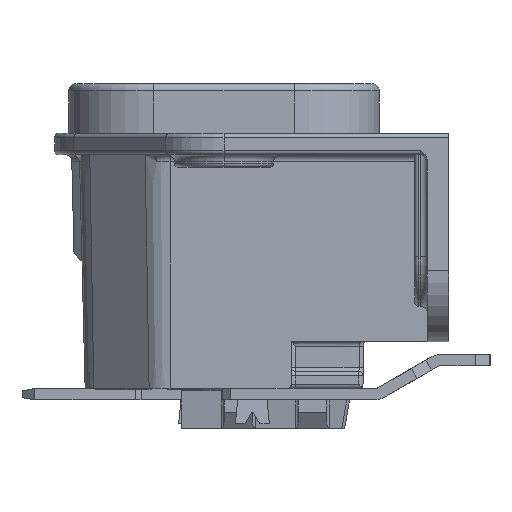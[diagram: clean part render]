
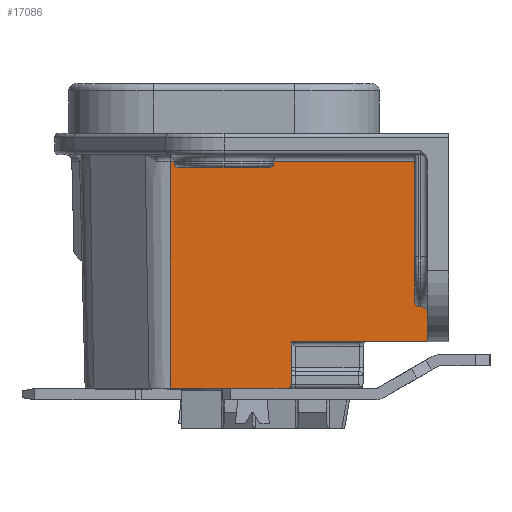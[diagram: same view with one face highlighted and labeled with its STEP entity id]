
A CAD part, left-side view. The second image highlights one B-rep face of the part: STEP entity #17086.
In plain terms, the highlighted planar face has unit normal (-1, 0, -0.024).
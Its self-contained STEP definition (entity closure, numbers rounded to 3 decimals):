
#6032 = CARTESIAN_POINT ( 'NONE',  ( -14.213, 3.8, -1.988 ) ) ;
#6061 = CARTESIAN_POINT ( 'NONE',  ( -13.902, -4.75, -14.7 ) ) ;
#6062 = DIRECTION ( 'NONE',  ( 0., -1., 0. ) ) ;
#6063 = VECTOR ( 'NONE', #6062, 1000. ) ;
#6064 = CARTESIAN_POINT ( 'NONE',  ( -13.902, -14.35, -14.7 ) ) ;
#6065 = LINE ( 'NONE', #6064, #6063 ) ;
#6097 = CARTESIAN_POINT ( 'NONE',  ( -13.902, -14.35, -14.7 ) ) ;
#6098 = DIRECTION ( 'NONE',  ( -0.024, 0., 1. ) ) ;
#6099 = VECTOR ( 'NONE', #6098, 1000. ) ;
#6100 = CARTESIAN_POINT ( 'NONE',  ( -14.233, -14.35, -1.163 ) ) ;
#6101 = LINE ( 'NONE', #6100, #6099 ) ;
#6107 = CARTESIAN_POINT ( 'NONE',  ( -14.213, -14.35, -2. ) ) ;
#6180 = CARTESIAN_POINT ( 'NONE',  ( -13.829, -4.75, -17.7 ) ) ;
#6181 = DIRECTION ( 'NONE',  ( 0.024, 0., -1. ) ) ;
#6182 = VECTOR ( 'NONE', #6181, 1000. ) ;
#6183 = CARTESIAN_POINT ( 'NONE',  ( -13.822, -4.75, -18. ) ) ;
#6184 = LINE ( 'NONE', #6183, #6182 ) ;
#6197 = CARTESIAN_POINT ( 'NONE',  ( -14.213, -14.35, -1.988 ) ) ;
#6198 = DIRECTION ( 'NONE',  ( 0., 1., 0. ) ) ;
#6199 = VECTOR ( 'NONE', #6198, 1000. ) ;
#6200 = CARTESIAN_POINT ( 'NONE',  ( -14.213, 3.8, -1.988 ) ) ;
#6201 = LINE ( 'NONE', #6200, #6199 ) ;
#6212 = CARTESIAN_POINT ( 'NONE',  ( -14.213, -14.35, -1.988 ) ) ;
#6213 = CARTESIAN_POINT ( 'NONE',  ( -14.213, -14.35, -1.992 ) ) ;
#6214 = CARTESIAN_POINT ( 'NONE',  ( -14.213, -14.35, -1.996 ) ) ;
#6215 = CARTESIAN_POINT ( 'NONE',  ( -14.213, -14.35, -2. ) ) ;
#6216 =( BOUNDED_CURVE ( )  B_SPLINE_CURVE ( 3, ( #6215, #6214, #6213, #6212 ),
 .UNSPECIFIED., .F., .T. ) 
 B_SPLINE_CURVE_WITH_KNOTS ( ( 4, 4 ),
 ( 1.571, 1.595 ),
 .UNSPECIFIED. ) 
 CURVE ( )  GEOMETRIC_REPRESENTATION_ITEM ( )  RATIONAL_B_SPLINE_CURVE ( ( 1., 1., 1., 1. ) ) 
 REPRESENTATION_ITEM ( '' )  );
#7632 = CARTESIAN_POINT ( 'NONE',  ( -13.822, 3.8, -18. ) ) ;
#7683 = DIRECTION ( 'NONE',  ( 0., 1., 0. ) ) ;
#7684 = VECTOR ( 'NONE', #7683, 1000. ) ;
#7685 = CARTESIAN_POINT ( 'NONE',  ( -13.822, 3.8, -18. ) ) ;
#7686 = LINE ( 'NONE', #7685, #7684 ) ;
#7711 = FACE_OUTER_BOUND ( 'NONE', #17087, .T. ) ;
#7717 = PLANE ( 'NONE',  #7763 ) ;
#7719 = DIRECTION ( 'NONE',  ( -0.024, 0., 1. ) ) ;
#7720 = VECTOR ( 'NONE', #7719, 1000. ) ;
#7721 = CARTESIAN_POINT ( 'NONE',  ( -14.225, 3.8, -1.5 ) ) ;
#7722 = LINE ( 'NONE', #7721, #7720 ) ;
#7727 = CARTESIAN_POINT ( 'NONE',  ( -13.829, -4.75, -17.7 ) ) ;
#7728 = CARTESIAN_POINT ( 'NONE',  ( -13.825, -4.75, -17.876 ) ) ;
#7729 = CARTESIAN_POINT ( 'NONE',  ( -13.822, -4.626, -18. ) ) ;
#7730 = CARTESIAN_POINT ( 'NONE',  ( -13.822, -4.45, -18. ) ) ;
#7731 =( BOUNDED_CURVE ( )  B_SPLINE_CURVE ( 3, ( #7730, #7729, #7728, #7727 ),
 .UNSPECIFIED., .F., .T. ) 
 B_SPLINE_CURVE_WITH_KNOTS ( ( 4, 4 ),
 ( 3.142, 4.712 ),
 .UNSPECIFIED. ) 
 CURVE ( )  GEOMETRIC_REPRESENTATION_ITEM ( )  RATIONAL_B_SPLINE_CURVE ( ( 1., 0.805, 0.805, 1. ) ) 
 REPRESENTATION_ITEM ( '' )  );
#7734 = CARTESIAN_POINT ( 'NONE',  ( -13.822, -4.45, -18. ) ) ;
#7759 = DIRECTION ( 'NONE',  ( -0.024, 0., 1. ) ) ;
#7760 = DIRECTION ( 'NONE',  ( -1., 0., -0.024 ) ) ;
#7761 = CARTESIAN_POINT ( 'NONE',  ( -14.225, 3.8, -1.5 ) ) ;
#7763 = AXIS2_PLACEMENT_3D ( 'NONE', #7761, #7760, #7759 ) ;
#16127 = VERTEX_POINT ( 'NONE', #6032 ) ;
#16148 = EDGE_CURVE ( 'NONE', #16149, #16168, #6065, .T. ) ;
#16149 = VERTEX_POINT ( 'NONE', #6061 ) ;
#16160 = VERTEX_POINT ( 'NONE', #6107 ) ;
#16166 = EDGE_CURVE ( 'NONE', #16168, #16160, #6101, .T. ) ;
#16168 = VERTEX_POINT ( 'NONE', #6097 ) ;
#16185 = EDGE_CURVE ( 'NONE', #16149, #16186, #6184, .T. ) ;
#16186 = VERTEX_POINT ( 'NONE', #6180 ) ;
#16205 = EDGE_CURVE ( 'NONE', #16207, #16127, #6201, .T. ) ;
#16207 = VERTEX_POINT ( 'NONE', #6197 ) ;
#16221 = EDGE_CURVE ( 'NONE', #16160, #16207, #6216, .T. ) ;
#17022 = VERTEX_POINT ( 'NONE', #7632 ) ;
#17065 = ORIENTED_EDGE ( 'NONE', *, *, #17078, .F. ) ;
#17066 = ORIENTED_EDGE ( 'NONE', *, *, #17067, .F. ) ;
#17067 = EDGE_CURVE ( 'NONE', #17068, #17022, #7686, .T. ) ;
#17068 = VERTEX_POINT ( 'NONE', #7734 ) ;
#17069 = ORIENTED_EDGE ( 'NONE', *, *, #17070, .T. ) ;
#17070 = EDGE_CURVE ( 'NONE', #17068, #16186, #7731, .T. ) ;
#17071 = ORIENTED_EDGE ( 'NONE', *, *, #16185, .F. ) ;
#17072 = ORIENTED_EDGE ( 'NONE', *, *, #16148, .T. ) ;
#17073 = ORIENTED_EDGE ( 'NONE', *, *, #16166, .T. ) ;
#17078 = EDGE_CURVE ( 'NONE', #17022, #16127, #7722, .T. ) ;
#17086 = ADVANCED_FACE ( 'NONE', ( #7711 ), #7717, .T. ) ;
#17087 = EDGE_LOOP ( 'NONE', ( #17088, #17089, #17065, #17066, #17069, #17071, #17072, #17073 ) ) ;
#17088 = ORIENTED_EDGE ( 'NONE', *, *, #16221, .T. ) ;
#17089 = ORIENTED_EDGE ( 'NONE', *, *, #16205, .T. ) ;
